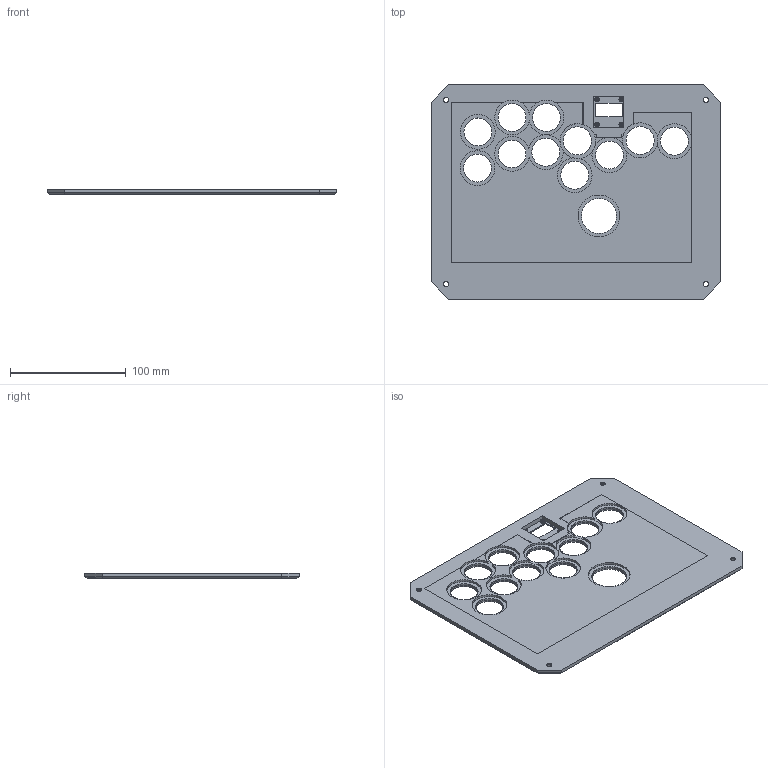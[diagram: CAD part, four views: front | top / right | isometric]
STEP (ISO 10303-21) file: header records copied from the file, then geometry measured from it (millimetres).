
FILE_DESCRIPTION(('FreeCAD Model'),'2;1');
FILE_NAME('Open CASCADE Shape Model','2024-06-16T09:53:49',('Author'),( ''),'Open CASCADE STEP processor 7.6','FreeCAD','Unknown');
FILE_SCHEMA(('AUTOMOTIVE_DESIGN { 1 0 10303 214 1 1 1 1 }'));
Products named in the file (1): osm mini TOP (Solid)
Bounding box: 250 x 185 x 5 mm (x, y, z)
Volume: 189093 mm3; surface area: 88460.2 mm2
Topology: 1 solids, 1 shells, 2680 faces, 6993 edges, 4328 vertices
Faces by surface type: plane 2680
Entity records: 79171 total; most frequent: CARTESIAN_POINT 14002, ORIENTED_EDGE 13986, DIRECTION 12355, EDGE_CURVE 6993, LINE 6993, VECTOR 6993, VERTEX_POINT 4328, FACE_BOUND 2727
